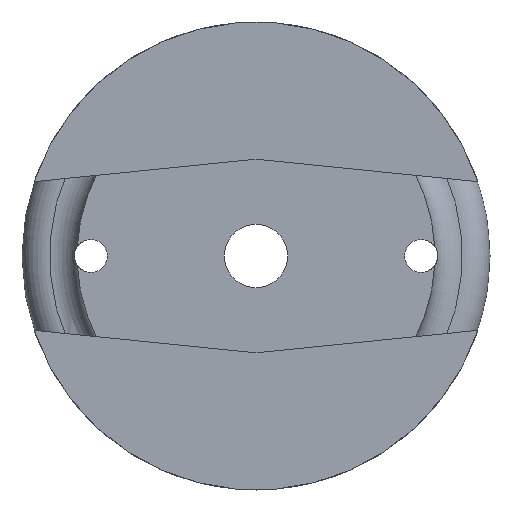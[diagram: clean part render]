
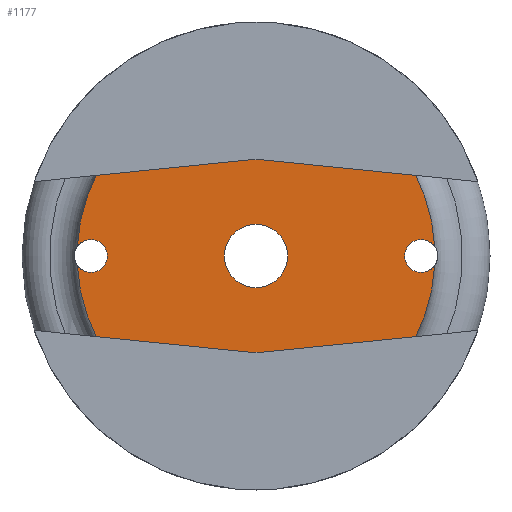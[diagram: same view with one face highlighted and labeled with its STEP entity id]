
A CAD part, front view. The second image highlights one B-rep face of the part: STEP entity #1177.
In plain terms, the highlighted planar face has unit normal (0, -1, 0).
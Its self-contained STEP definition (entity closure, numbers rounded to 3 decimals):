
#37=DIRECTION('',(0.995,0.,0.101));
#38=VECTOR('',#37,5.477);
#39=CARTESIAN_POINT('',(0.353,0.,-3.482));
#40=LINE('',#39,#38);
#97=DIRECTION('',(-0.995,0.,-0.101));
#98=VECTOR('',#97,5.477);
#99=CARTESIAN_POINT('',(-0.353,0.,3.482));
#100=LINE('',#99,#98);
#127=DIRECTION('',(-0.995,0.,0.101));
#128=VECTOR('',#127,5.477);
#129=CARTESIAN_POINT('',(-0.353,0.,-3.482));
#130=LINE('',#129,#128);
#259=CARTESIAN_POINT('',(0.,0.,0.));
#260=DIRECTION('',(0.,-1.,0.));
#261=DIRECTION('',(0.,0.,-1.));
#262=AXIS2_PLACEMENT_3D('',#259,#260,#261);
#264=CARTESIAN_POINT('',(0.,0.,0.));
#265=DIRECTION('',(0.,-1.,0.));
#266=DIRECTION('',(0.,0.,1.));
#267=AXIS2_PLACEMENT_3D('',#264,#265,#266);
#269=CARTESIAN_POINT('',(-6.,0.,0.));
#270=DIRECTION('',(0.,-1.,0.));
#271=DIRECTION('',(0.,0.,1.));
#272=AXIS2_PLACEMENT_3D('',#269,#270,#271);
#274=CARTESIAN_POINT('',(0.,0.,0.));
#275=DIRECTION('',(0.,1.,0.));
#276=DIRECTION('',(-0.999,0.,0.053));
#277=AXIS2_PLACEMENT_3D('',#274,#275,#276);
#279=CARTESIAN_POINT('',(0.,0.,0.));
#280=DIRECTION('',(0.,1.,0.));
#281=DIRECTION('',(0.893,0.,0.451));
#282=AXIS2_PLACEMENT_3D('',#279,#280,#281);
#284=CARTESIAN_POINT('',(6.,0.,0.));
#285=DIRECTION('',(0.,-1.,0.));
#286=DIRECTION('',(0.818,0.,0.575));
#287=AXIS2_PLACEMENT_3D('',#284,#285,#286);
#289=CARTESIAN_POINT('',(6.,0.,0.));
#290=DIRECTION('',(0.,-1.,0.));
#291=DIRECTION('',(0.,0.,1.));
#292=AXIS2_PLACEMENT_3D('',#289,#290,#291);
#294=CARTESIAN_POINT('',(6.,0.,0.));
#295=DIRECTION('',(0.,-1.,0.));
#296=DIRECTION('',(0.,0.,-1.));
#297=AXIS2_PLACEMENT_3D('',#294,#295,#296);
#299=CARTESIAN_POINT('',(0.,0.,0.));
#300=DIRECTION('',(0.,1.,0.));
#301=DIRECTION('',(0.999,0.,-0.053));
#302=AXIS2_PLACEMENT_3D('',#299,#300,#301);
#304=CARTESIAN_POINT('',(0.,0.,0.));
#305=DIRECTION('',(0.,1.,0.));
#306=DIRECTION('',(-0.893,0.,-0.451));
#307=AXIS2_PLACEMENT_3D('',#304,#305,#306);
#309=CARTESIAN_POINT('',(-6.,0.,0.));
#310=DIRECTION('',(0.,-1.,0.));
#311=DIRECTION('',(-0.818,0.,-0.575));
#312=AXIS2_PLACEMENT_3D('',#309,#310,#311);
#314=CARTESIAN_POINT('',(-6.,0.,0.));
#315=DIRECTION('',(0.,-1.,0.));
#316=DIRECTION('',(0.,0.,-1.));
#317=AXIS2_PLACEMENT_3D('',#314,#315,#316);
#695=CARTESIAN_POINT('',(0.,0.,0.));
#696=DIRECTION('',(0.,1.,0.));
#697=DIRECTION('',(-0.101,0.,0.995));
#698=AXIS2_PLACEMENT_3D('',#695,#696,#697);
#704=DIRECTION('',(0.995,0.,-0.101));
#705=VECTOR('',#704,5.477);
#706=CARTESIAN_POINT('',(0.353,0.,3.482));
#707=LINE('',#706,#705);
#748=CARTESIAN_POINT('',(0.,0.,0.));
#749=DIRECTION('',(0.,1.,0.));
#750=DIRECTION('',(0.101,0.,-0.995));
#751=AXIS2_PLACEMENT_3D('',#748,#749,#750);
#773=CARTESIAN_POINT('',(0.,0.,-1.15));
#774=CARTESIAN_POINT('',(0.,0.,1.15));
#775=VERTEX_POINT('',#773);
#776=VERTEX_POINT('',#774);
#777=CARTESIAN_POINT('',(0.353,0.,-3.482));
#778=CARTESIAN_POINT('',(-0.353,0.,-3.482));
#779=VERTEX_POINT('',#777);
#780=VERTEX_POINT('',#778);
#781=CARTESIAN_POINT('',(-0.353,0.,3.482));
#782=CARTESIAN_POINT('',(0.353,0.,3.482));
#783=VERTEX_POINT('',#781);
#784=VERTEX_POINT('',#782);
#793=CARTESIAN_POINT('',(5.802,0.,-2.93));
#794=VERTEX_POINT('',#793);
#795=CARTESIAN_POINT('',(-5.802,0.,-2.93));
#796=VERTEX_POINT('',#795);
#797=CARTESIAN_POINT('',(-5.802,0.,2.93));
#798=VERTEX_POINT('',#797);
#799=CARTESIAN_POINT('',(5.802,0.,2.93));
#800=VERTEX_POINT('',#799);
#837=CARTESIAN_POINT('',(-6.,0.,0.6));
#838=CARTESIAN_POINT('',(-6.491,0.,0.345));
#839=VERTEX_POINT('',#837);
#840=VERTEX_POINT('',#838);
#841=CARTESIAN_POINT('',(-6.,0.,-0.6));
#842=VERTEX_POINT('',#841);
#843=CARTESIAN_POINT('',(6.,0.,0.6));
#844=CARTESIAN_POINT('',(6.,0.,-0.6));
#845=VERTEX_POINT('',#843);
#846=VERTEX_POINT('',#844);
#847=CARTESIAN_POINT('',(6.491,0.,-0.345));
#848=VERTEX_POINT('',#847);
#849=CARTESIAN_POINT('',(6.491,0.,0.345));
#850=VERTEX_POINT('',#849);
#883=CARTESIAN_POINT('',(-6.491,0.,-0.345));
#884=VERTEX_POINT('',#883);
#1137=CARTESIAN_POINT('',(0.,0.,0.));
#1138=DIRECTION('',(0.,1.,0.));
#1139=DIRECTION('',(0.,0.,-1.));
#1140=AXIS2_PLACEMENT_3D('',#1137,#1138,#1139);
#1141=PLANE('',#1140);
#1143=ORIENTED_EDGE('',*,*,#1142,.T.);
#1145=ORIENTED_EDGE('',*,*,#1144,.T.);
#1146=ORIENTED_EDGE('',*,*,#1022,.F.);
#1148=ORIENTED_EDGE('',*,*,#1147,.T.);
#1150=ORIENTED_EDGE('',*,*,#1149,.T.);
#1152=ORIENTED_EDGE('',*,*,#1151,.T.);
#1153=ORIENTED_EDGE('',*,*,#1127,.T.);
#1155=ORIENTED_EDGE('',*,*,#1154,.T.);
#1156=ORIENTED_EDGE('',*,*,#1119,.T.);
#1158=ORIENTED_EDGE('',*,*,#1157,.T.);
#1159=ORIENTED_EDGE('',*,*,#943,.F.);
#1161=ORIENTED_EDGE('',*,*,#1160,.T.);
#1162=ORIENTED_EDGE('',*,*,#1069,.T.);
#1164=ORIENTED_EDGE('',*,*,#1163,.T.);
#1166=ORIENTED_EDGE('',*,*,#1165,.T.);
#1168=ORIENTED_EDGE('',*,*,#1167,.T.);
#1169=EDGE_LOOP('',(#1143,#1145,#1146,#1148,#1150,#1152,#1153,#1155,#1156,#1158,
#1159,#1161,#1162,#1164,#1166,#1168));
#1170=FACE_OUTER_BOUND('',#1169,.F.);
#1172=ORIENTED_EDGE('',*,*,#1171,.T.);
#1174=ORIENTED_EDGE('',*,*,#1173,.T.);
#1175=EDGE_LOOP('',(#1172,#1174));
#1176=FACE_BOUND('',#1175,.F.);
#1177=ADVANCED_FACE('',(#1170,#1176),#1141,.F.);
#263=CIRCLE('',#262,1.15);
#268=CIRCLE('',#267,1.15);
#273=CIRCLE('',#272,0.6);
#278=CIRCLE('',#277,6.5);
#283=CIRCLE('',#282,6.5);
#288=CIRCLE('',#287,0.6);
#293=CIRCLE('',#292,0.6);
#298=CIRCLE('',#297,0.6);
#303=CIRCLE('',#302,6.5);
#308=CIRCLE('',#307,6.5);
#313=CIRCLE('',#312,0.6);
#318=CIRCLE('',#317,0.6);
#699=CIRCLE('',#698,3.5);
#752=CIRCLE('',#751,3.5);
#943=EDGE_CURVE('',#779,#794,#40,.T.);
#1022=EDGE_CURVE('',#783,#798,#100,.T.);
#1069=EDGE_CURVE('',#780,#796,#130,.T.);
#1119=EDGE_CURVE('',#846,#848,#298,.T.);
#1127=EDGE_CURVE('',#850,#845,#288,.T.);
#1142=EDGE_CURVE('',#839,#840,#273,.T.);
#1144=EDGE_CURVE('',#840,#798,#278,.T.);
#1147=EDGE_CURVE('',#783,#784,#699,.T.);
#1149=EDGE_CURVE('',#784,#800,#707,.T.);
#1151=EDGE_CURVE('',#800,#850,#283,.T.);
#1154=EDGE_CURVE('',#845,#846,#293,.T.);
#1157=EDGE_CURVE('',#848,#794,#303,.T.);
#1160=EDGE_CURVE('',#779,#780,#752,.T.);
#1163=EDGE_CURVE('',#796,#884,#308,.T.);
#1165=EDGE_CURVE('',#884,#842,#313,.T.);
#1167=EDGE_CURVE('',#842,#839,#318,.T.);
#1171=EDGE_CURVE('',#775,#776,#263,.T.);
#1173=EDGE_CURVE('',#776,#775,#268,.T.);
